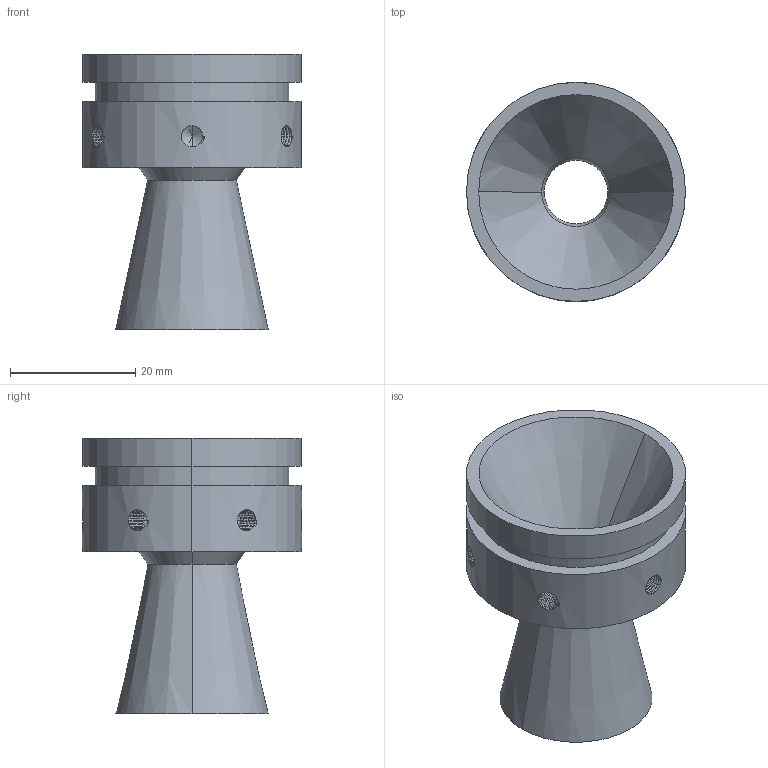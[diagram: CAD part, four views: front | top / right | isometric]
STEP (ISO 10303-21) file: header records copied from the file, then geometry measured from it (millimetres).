
FILE_DESCRIPTION (( 'STEP AP203' ), '1' );
FILE_NAME ('00 Nozzle.STEP', '2025-06-10T03:12:20', ( '' ), ( '' ), 'SwSTEP 2.0', 'SolidWorks 2024', '' );
FILE_SCHEMA (( 'CONFIG_CONTROL_DESIGN' ));
Length unit declared in the file: millimetre
Products named in the file (1): 00 Nozzle
Bounding box: 34.98 x 34.98 x 44.04 mm (x, y, z)
Volume: 12674.1 mm3; surface area: 8181.1 mm2
Topology: 1 solids, 1 shells, 187 faces, 512 edges, 324 vertices
Faces by surface type: cylinder 128, cone 20, bspline 18, plane 17, torus 4
Entity records: 11923 total; most frequent: CARTESIAN_POINT 7940, ORIENTED_EDGE 1000, DIRECTION 640, EDGE_CURVE 500, VERTEX_POINT 324, AXIS2_PLACEMENT_3D 222, EDGE_LOOP 198, VECTOR 196
